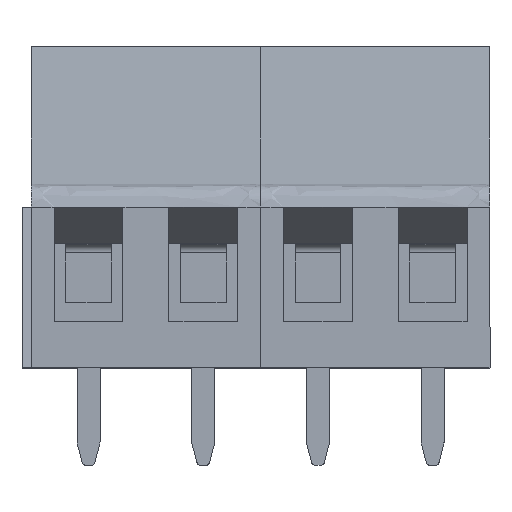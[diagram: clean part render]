
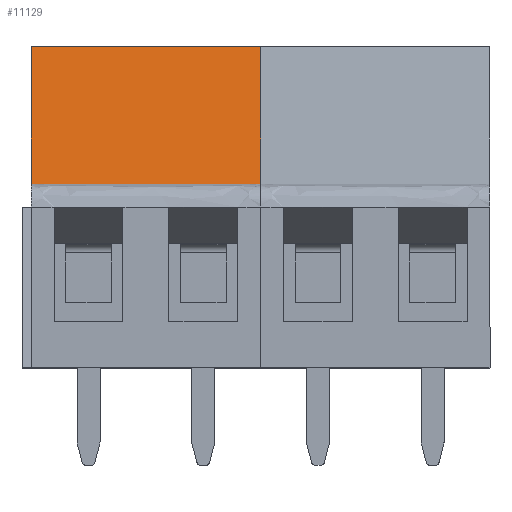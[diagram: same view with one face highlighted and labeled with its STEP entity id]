
A CAD part, top view. The second image highlights one B-rep face of the part: STEP entity #11129.
In plain terms, the highlighted free-form (B-spline) face has degree [1, 1] with [2, 2] control points.
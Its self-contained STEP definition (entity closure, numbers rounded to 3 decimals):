
#81 = CARTESIAN_POINT ( 'NONE',  ( -25.66, 27.696, 3.994 ) ) ;
#473 = CARTESIAN_POINT ( 'NONE',  ( -25.66, 33.696, 2.994 ) ) ;
#692 = ORIENTED_EDGE ( 'NONE', *, *, #4714, .F. ) ;
#715 = EDGE_LOOP ( 'NONE', ( #1677, #2795, #8762, #692 ) ) ;
#1101 = VERTEX_POINT ( 'NONE', #2679 ) ;
#1628 = B_SPLINE_CURVE_WITH_KNOTS ( 'NONE', 1,
 ( #10956, #2994 ),
 .UNSPECIFIED., .F., .F.,
 ( 2, 2 ),
 ( 0., 1. ),
 .UNSPECIFIED. ) ;
#1677 = ORIENTED_EDGE ( 'NONE', *, *, #3869, .F. ) ;
#1848 = CARTESIAN_POINT ( 'NONE',  ( -25.66, 27.696, 3.994 ) ) ;
#2046 = B_SPLINE_CURVE_WITH_KNOTS ( 'NONE', 3,
 ( #9349, #9291, #11233, #6629 ),
 .UNSPECIFIED., .F., .F.,
 ( 4, 4 ),
 ( 0., 1. ),
 .UNSPECIFIED. ) ;
#2061 = CARTESIAN_POINT ( 'NONE',  ( -25.66, 27.696, 3.994 ) ) ;
#2452 = EDGE_CURVE ( 'NONE', #7734, #1101, #1628, .T. ) ;
#2652 = FACE_OUTER_BOUND ( 'NONE', #715, .T. ) ;
#2679 = CARTESIAN_POINT ( 'NONE',  ( -35.66, 33.696, 2.994 ) ) ;
#2795 = ORIENTED_EDGE ( 'NONE', *, *, #9477, .F. ) ;
#2994 = CARTESIAN_POINT ( 'NONE',  ( -35.66, 33.696, 2.994 ) ) ;
#3798 = CARTESIAN_POINT ( 'NONE',  ( -25.66, 31.696, 3.328 ) ) ;
#3869 = EDGE_CURVE ( 'NONE', #4607, #8696, #6953, .T. ) ;
#4284 = CARTESIAN_POINT ( 'NONE',  ( -35.66, 27.696, 3.994 ) ) ;
#4607 = VERTEX_POINT ( 'NONE', #81 ) ;
#4714 = EDGE_CURVE ( 'NONE', #8696, #1101, #2046, .T. ) ;
#6045 = CARTESIAN_POINT ( 'NONE',  ( -25.66, 27.696, 3.994 ) ) ;
#6629 = CARTESIAN_POINT ( 'NONE',  ( -35.66, 33.696, 2.994 ) ) ;
#6953 = B_SPLINE_CURVE_WITH_KNOTS ( 'NONE', 1,
 ( #6045, #9534 ),
 .UNSPECIFIED., .F., .F.,
 ( 2, 2 ),
 ( -1., 0. ),
 .UNSPECIFIED. ) ;
#7291 = CARTESIAN_POINT ( 'NONE',  ( -25.66, 29.696, 3.661 ) ) ;
#7575 = CARTESIAN_POINT ( 'NONE',  ( -35.66, 27.696, 3.994 ) ) ;
#7734 = VERTEX_POINT ( 'NONE', #11050 ) ;
#8696 = VERTEX_POINT ( 'NONE', #7575 ) ;
#8762 = ORIENTED_EDGE ( 'NONE', *, *, #2452, .T. ) ;
#9291 = CARTESIAN_POINT ( 'NONE',  ( -35.66, 29.696, 3.661 ) ) ;
#9349 = CARTESIAN_POINT ( 'NONE',  ( -35.66, 27.696, 3.994 ) ) ;
#9477 = EDGE_CURVE ( 'NONE', #7734, #4607, #10398, .T. ) ;
#9534 = CARTESIAN_POINT ( 'NONE',  ( -35.66, 27.696, 3.994 ) ) ;
#10398 = B_SPLINE_CURVE_WITH_KNOTS ( 'NONE', 3,
 ( #473, #3798, #7291, #2061 ),
 .UNSPECIFIED., .F., .F.,
 ( 4, 4 ),
 ( 0., 1. ),
 .UNSPECIFIED. ) ;
#10483 = CARTESIAN_POINT ( 'NONE',  ( -25.66, 33.696, 2.994 ) ) ;
#10956 = CARTESIAN_POINT ( 'NONE',  ( -25.66, 33.696, 2.994 ) ) ;
#11050 = CARTESIAN_POINT ( 'NONE',  ( -25.66, 33.696, 2.994 ) ) ;
#11129 = ADVANCED_FACE ( 'NONE', ( #2652 ), #11279, .F. ) ;
#11233 = CARTESIAN_POINT ( 'NONE',  ( -35.66, 31.696, 3.328 ) ) ;
#11279 = B_SPLINE_SURFACE_WITH_KNOTS ( 'NONE', 1, 1, ( 
 ( #4284, #1848 ),
 ( #11402, #10483 ) ),
 .UNSPECIFIED., .F., .F., .F.,
 ( 2, 2 ),
 ( 2, 2 ),
 ( 0., 1. ),
 ( 0., 1. ),
 .UNSPECIFIED. ) ;
#11402 = CARTESIAN_POINT ( 'NONE',  ( -35.66, 33.696, 2.994 ) ) ;
